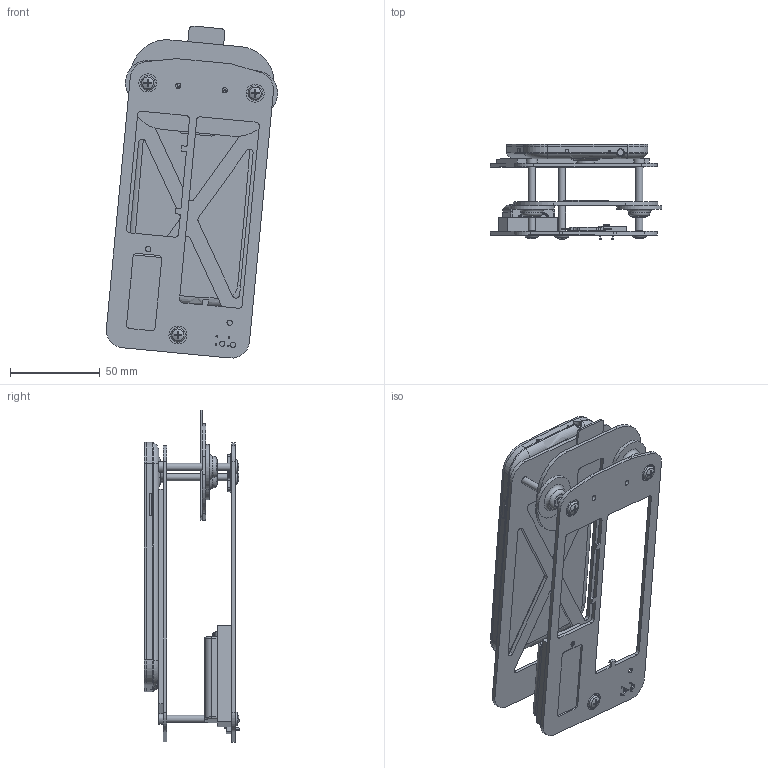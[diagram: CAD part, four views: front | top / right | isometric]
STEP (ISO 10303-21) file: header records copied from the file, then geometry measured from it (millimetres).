
FILE_DESCRIPTION(/* description */ (''),/* implementation_level */ '2;1');
FILE_NAME(/* name */ 'MobileMicroscope.stp',/* time_stamp */ '2016-08-22T22:35:28-07:00',/* author */ ('Pankaj'),/* organization */ (''),/* preprocessor_version */ 'ST-DEVELOPER v16.5',/* originating_system */ 'Autodesk Inventor 2017',/* authorisation */ '');
FILE_SCHEMA (('AUTOMOTIVE_DESIGN { 1 0 10303 214 3 1 1 }'));
Products named in the file (18): MobileMicroscope; Bottom; SlideHolder; Top; Bolted Connection; Knob; Focussing Screws; ISO 4036 - M4; 9V-2; LED_10W_warm; lens; slide; Galaxy S4; tactileswitch-short; Bolted Connection_1; Bolted Connection_2; Bolted Connection_3; ISO 7045 - M4 x 40 - 4.8 - H
Assembly tree (23 placements, depth 3):
  MobileMicroscope
    Bottom
    SlideHolder
    Top
    Bolted Connection  x3
    Knob  x2
      Focussing Screws
      ISO 4036 - M4
    9V-2
    LED_10W_warm
    lens
    slide
    Galaxy S4
    tactileswitch-short
    Bolted Connection_1
      ISO 7045 - M4 x 40 - 4.8 - H
    Bolted Connection_2
      ISO 7045 - M4 x 40 - 4.8 - H
    Bolted Connection_3
      ISO 7045 - M4 x 40 - 4.8 - H
Bounding box: 95.3 x 52.88 x 184.72 mm (x, y, z)
Volume: 116825.9 mm3; surface area: 82581.8 mm2
Topology: 16 solids, 420 shells, 1322 faces, 4502 edges, 3661 vertices
Faces by surface type: plane 792, cylinder 304, torus 110, cone 73, sphere 27, bspline 16
Full cylindrical faces by diameter (mm): 0.762 x2, 1.092 x4, 1.4 x2, 1.88 x1, 1.981 x1, 2 x6, 2.5 x2, 3 x6, 3.242 x4, 3.621 x3, 3.81 x1, 4 x7, 4.2 x3, 5 x6, 6 x4, 6.8 x2, 10 x4, 25 x2
Entity records: 50517 total; most frequent: CARTESIAN_POINT 12885, DIRECTION 7313, ORIENTED_EDGE 6074, EDGE_CURVE 4109, VERTEX_POINT 3461, LINE 3061, VECTOR 3061, AXIS2_PLACEMENT_3D 2126
